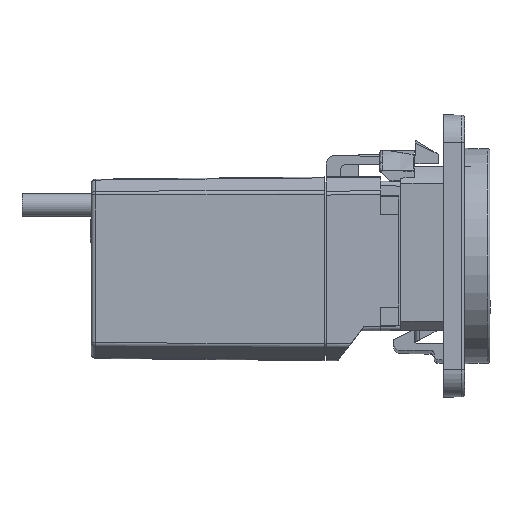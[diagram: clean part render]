
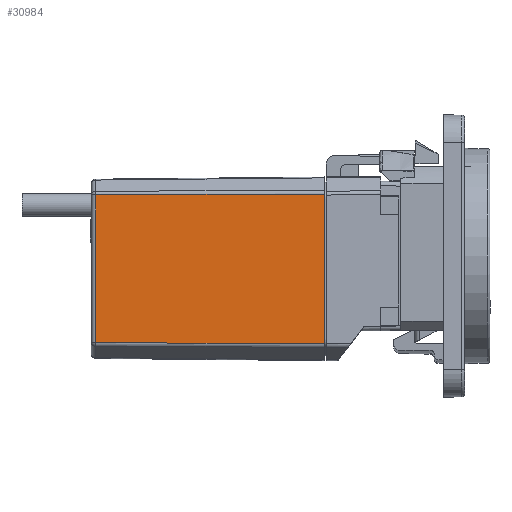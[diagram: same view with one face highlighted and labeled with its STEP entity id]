
A CAD part, left-side view. The second image highlights one B-rep face of the part: STEP entity #30984.
In plain terms, the highlighted planar face has unit normal (-1, 0.009, 0).
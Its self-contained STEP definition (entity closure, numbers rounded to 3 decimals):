
#1028=PLANE('',#32720);
#2247=FACE_OUTER_BOUND('',#3842,.T.);
#3842=EDGE_LOOP('',(#22108,#22109,#22110,#22111));
#6040=LINE('',#44916,#9557);
#6078=LINE('',#45048,#9595);
#6079=LINE('',#45050,#9596);
#6080=LINE('',#45051,#9597);
#9557=VECTOR('',#36295,1.);
#9595=VECTOR('',#36367,10.);
#9596=VECTOR('',#36368,1.);
#9597=VECTOR('',#36369,10.);
#13366=VERTEX_POINT('',#44913);
#13367=VERTEX_POINT('',#44915);
#13398=VERTEX_POINT('',#45047);
#13399=VERTEX_POINT('',#45049);
#16618=EDGE_CURVE('',#13366,#13367,#6040,.T.);
#16665=EDGE_CURVE('',#13366,#13398,#6078,.T.);
#16666=EDGE_CURVE('',#13398,#13399,#6079,.T.);
#16667=EDGE_CURVE('',#13399,#13367,#6080,.T.);
#22108=ORIENTED_EDGE('',*,*,#16665,.T.);
#22109=ORIENTED_EDGE('',*,*,#16666,.T.);
#22110=ORIENTED_EDGE('',*,*,#16667,.T.);
#22111=ORIENTED_EDGE('',*,*,#16618,.F.);
#30984=ADVANCED_FACE('',(#2247),#1028,.T.);
#32720=AXIS2_PLACEMENT_3D('',#45046,#36365,#36366);
#36295=DIRECTION('',(0.,0.,-1.));
#36365=DIRECTION('center_axis',(-1.,0.009,0.));
#36366=DIRECTION('ref_axis',(-0.009,-1.,0.));
#36367=DIRECTION('',(0.009,1.,-0.004));
#36368=DIRECTION('',(0.,0.,-1.));
#36369=DIRECTION('',(-0.009,-1.,-0.004));
#44913=CARTESIAN_POINT('',(-7.925,13.1,6.81));
#44915=CARTESIAN_POINT('',(-7.925,13.1,-9.626));
#44916=CARTESIAN_POINT('',(-7.925,13.1,0.));
#45046=CARTESIAN_POINT('Origin',(-7.929,12.701,-8.1));
#45047=CARTESIAN_POINT('',(-7.691,38.219,6.71));
#45048=CARTESIAN_POINT('',(-7.925,13.1,6.81));
#45049=CARTESIAN_POINT('',(-7.691,38.219,-9.526));
#45050=CARTESIAN_POINT('',(-7.691,38.219,-8.1));
#45051=CARTESIAN_POINT('',(-7.691,38.219,-9.526));
